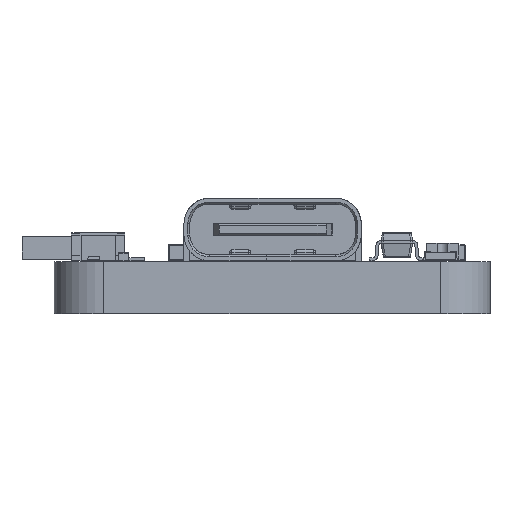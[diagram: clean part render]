
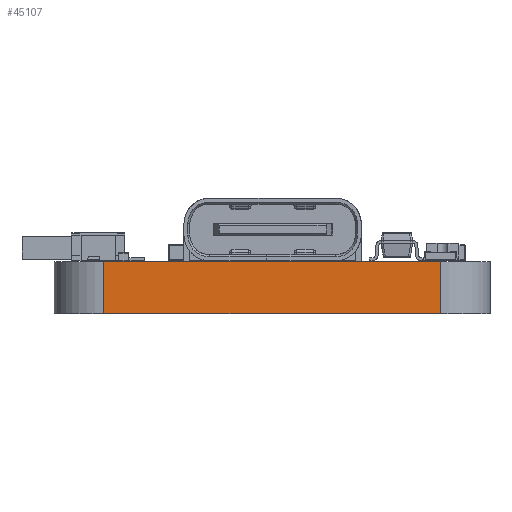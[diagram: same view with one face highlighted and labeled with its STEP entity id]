
A CAD part, left-side view. The second image highlights one B-rep face of the part: STEP entity #45107.
In plain terms, the highlighted planar face has unit normal (-1, 0, 0).
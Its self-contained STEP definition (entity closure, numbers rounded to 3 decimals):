
#44204 = VERTEX_POINT('',#44205);
#44205 = CARTESIAN_POINT('',(0.,19.5,0.));
#44212 = EDGE_CURVE('',#44213,#44204,#44215,.T.);
#44213 = VERTEX_POINT('',#44214);
#44214 = CARTESIAN_POINT('',(0.,2.5,0.));
#44215 = LINE('',#44216,#44217);
#44216 = CARTESIAN_POINT('',(0.,2.5,0.));
#44217 = VECTOR('',#44218,1.);
#44218 = DIRECTION('',(0.,1.,0.));
#44642 = VERTEX_POINT('',#44643);
#44643 = CARTESIAN_POINT('',(0.,19.5,2.63));
#44650 = EDGE_CURVE('',#44651,#44642,#44653,.T.);
#44651 = VERTEX_POINT('',#44652);
#44652 = CARTESIAN_POINT('',(0.,2.5,2.63));
#44653 = LINE('',#44654,#44655);
#44654 = CARTESIAN_POINT('',(0.,2.5,2.63));
#44655 = VECTOR('',#44656,1.);
#44656 = DIRECTION('',(0.,1.,0.));
#45077 = EDGE_CURVE('',#44204,#44642,#45078,.T.);
#45078 = LINE('',#45079,#45080);
#45079 = CARTESIAN_POINT('',(0.,19.5,0.));
#45080 = VECTOR('',#45081,1.);
#45081 = DIRECTION('',(0.,0.,1.));
#45107 = ADVANCED_FACE('',(#45108),#45119,.T.);
#45108 = FACE_BOUND('',#45109,.T.);
#45109 = EDGE_LOOP('',(#45110,#45116,#45117,#45118));
#45110 = ORIENTED_EDGE('',*,*,#45111,.T.);
#45111 = EDGE_CURVE('',#44213,#44651,#45112,.T.);
#45112 = LINE('',#45113,#45114);
#45113 = CARTESIAN_POINT('',(0.,2.5,0.));
#45114 = VECTOR('',#45115,1.);
#45115 = DIRECTION('',(0.,0.,1.));
#45116 = ORIENTED_EDGE('',*,*,#44650,.T.);
#45117 = ORIENTED_EDGE('',*,*,#45077,.F.);
#45118 = ORIENTED_EDGE('',*,*,#44212,.F.);
#45119 = PLANE('',#45120);
#45120 = AXIS2_PLACEMENT_3D('',#45121,#45122,#45123);
#45121 = CARTESIAN_POINT('',(0.,2.5,0.));
#45122 = DIRECTION('',(-1.,0.,0.));
#45123 = DIRECTION('',(0.,1.,0.));
